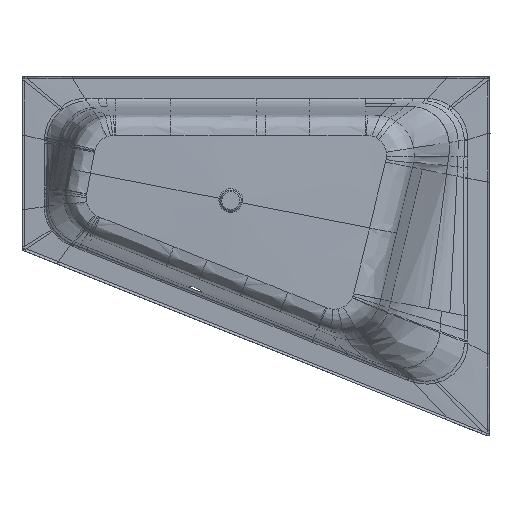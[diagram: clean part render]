
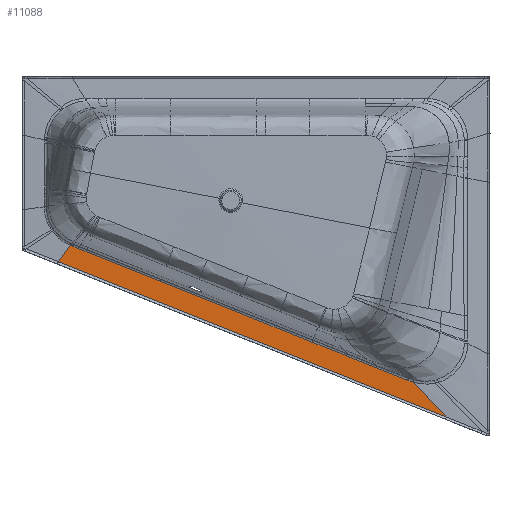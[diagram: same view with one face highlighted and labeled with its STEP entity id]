
A CAD part, front view. The second image highlights one B-rep face of the part: STEP entity #11088.
In plain terms, the highlighted planar face has unit normal (0.017, 0.999, 0.041).
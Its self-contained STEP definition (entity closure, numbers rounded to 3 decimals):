
#2520=DIRECTION('',(-0.928,0.,0.371));
#2521=VECTOR('',#2520,160.);
#2522=CARTESIAN_POINT('',(67.316,-3.689,
-262.524));
#2523=LINE('',#2522,#2521);
#2524=DIRECTION('',(-0.928,0.,0.371));
#2525=VECTOR('',#2524,299.);
#2526=CARTESIAN_POINT('',(-81.241,-3.689,
-203.101));
#2527=LINE('',#2526,#2525);
#2528=DIRECTION('',(-0.928,0.,0.371));
#2529=VECTOR('',#2528,298.051);
#2530=CARTESIAN_POINT('',(-358.855,-3.689,
-92.055));
#2531=LINE('',#2530,#2529);
#2532=DIRECTION('',(-0.929,0.,0.371));
#2533=VECTOR('',#2532,29.963);
#2534=CARTESIAN_POINT('',(-635.589,-3.689,
18.638));
#2535=LINE('',#2534,#2533);
#2536=DIRECTION('',(-0.929,0.,0.37));
#2537=VECTOR('',#2536,23.332);
#2538=CARTESIAN_POINT('',(-663.411,-3.69,
29.761));
#2539=LINE('',#2538,#2537);
#2540=CARTESIAN_POINT('',(-685.086,-3.688,
38.396));
#2541=CARTESIAN_POINT('',(-685.938,-3.688,
38.737));
#2542=CARTESIAN_POINT('',(-688.125,-3.687,
39.606));
#2543=CARTESIAN_POINT('',(-690.718,-3.688,
40.647));
#2544=CARTESIAN_POINT('',(-692.46,-3.687,
41.34));
#2545=CARTESIAN_POINT('',(-692.87,-3.687,
41.503));
#2547=CARTESIAN_POINT('',(-692.87,-3.687,
41.503));
#2548=CARTESIAN_POINT('',(-693.1,-3.687,
41.596));
#2549=CARTESIAN_POINT('',(-693.559,-3.687,
41.782));
#2550=CARTESIAN_POINT('',(-694.249,-3.688,
42.064));
#2551=CARTESIAN_POINT('',(-694.708,-3.688,
42.255));
#2552=CARTESIAN_POINT('',(-694.937,-3.688,
42.351));
#2554=DIRECTION('',(-0.584,0.043,-0.81));
#2555=VECTOR('',#2554,75.903);
#2556=CARTESIAN_POINT('',(-694.937,-3.688,
42.351));
#2557=LINE('',#2556,#2555);
#2558=CARTESIAN_POINT('',(588.622,-3.748,
-469.618));
#2559=CARTESIAN_POINT('',(587.004,-3.741,
-469.142));
#2560=CARTESIAN_POINT('',(583.869,-3.729,
-468.178));
#2561=CARTESIAN_POINT('',(579.554,-3.718,
-466.717));
#2562=CARTESIAN_POINT('',(575.349,-3.712,
-465.183));
#2563=CARTESIAN_POINT('',(571.246,-3.711,
-463.575));
#2564=CARTESIAN_POINT('',(568.684,-3.712,
-462.511));
#2565=CARTESIAN_POINT('',(567.437,-3.714,
-461.977));
#2567=CARTESIAN_POINT('',(567.437,-3.714,
-461.977));
#2568=CARTESIAN_POINT('',(565.618,-3.716,
-461.198));
#2569=CARTESIAN_POINT('',(561.822,-3.719,
-459.599));
#2570=CARTESIAN_POINT('',(555.712,-3.722,
-457.092));
#2571=CARTESIAN_POINT('',(549.006,-3.722,
-454.415));
#2572=CARTESIAN_POINT('',(542.016,-3.719,
-451.694));
#2573=CARTESIAN_POINT('',(535.816,-3.714,
-449.326));
#2574=CARTESIAN_POINT('',(528.853,-3.708,
-446.691));
#2575=CARTESIAN_POINT('',(521.19,-3.701,
-443.795));
#2576=CARTESIAN_POINT('',(513.785,-3.695,
-440.984));
#2577=CARTESIAN_POINT('',(506.467,-3.689,
-438.19));
#2578=CARTESIAN_POINT('',(498.543,-3.684,
-435.143));
#2579=CARTESIAN_POINT('',(489.913,-3.68,
-431.798));
#2580=CARTESIAN_POINT('',(481.805,-3.676,
-428.629));
#2581=CARTESIAN_POINT('',(473.61,-3.674,
-425.4));
#2582=CARTESIAN_POINT('',(465.032,-3.674,
-421.989));
#2583=CARTESIAN_POINT('',(456.705,-3.674,
-418.649));
#2584=CARTESIAN_POINT('',(450.6,-3.675,
-416.177));
#2585=CARTESIAN_POINT('',(447.468,-3.676,
-414.904));
#2587=CARTESIAN_POINT('',(447.468,-3.676,
-414.904));
#2588=CARTESIAN_POINT('',(435.993,-3.679,
-410.235));
#2589=CARTESIAN_POINT('',(411.895,-3.685,
-400.462));
#2590=CARTESIAN_POINT('',(375.439,-3.689,
-385.767));
#2591=CARTESIAN_POINT('',(350.453,-3.69,
-375.756));
#2592=CARTESIAN_POINT('',(338.102,-3.69,
-370.819));
#2594=DIRECTION('',(-0.928,0.,0.371));
#2595=VECTOR('',#2594,152.667);
#2596=CARTESIAN_POINT('',(209.063,-3.689,
-319.223));
#2597=LINE('',#2596,#2595);
#2616=CARTESIAN_POINT('',(209.063,-3.689,
-319.223));
#2617=CARTESIAN_POINT('',(212.683,-3.689,
-320.67));
#2618=CARTESIAN_POINT('',(219.887,-3.689,
-323.55));
#2619=CARTESIAN_POINT('',(230.548,-3.689,
-327.812));
#2620=CARTESIAN_POINT('',(241.204,-3.69,
-332.072));
#2621=CARTESIAN_POINT('',(251.68,-3.69,
-336.259));
#2622=CARTESIAN_POINT('',(262.64,-3.69,
-340.644));
#2623=CARTESIAN_POINT('',(273.381,-3.69,
-344.94));
#2624=CARTESIAN_POINT('',(284.139,-3.69,
-349.243));
#2625=CARTESIAN_POINT('',(294.695,-3.69,
-353.467));
#2626=CARTESIAN_POINT('',(305.708,-3.69,
-357.868));
#2627=CARTESIAN_POINT('',(316.534,-3.69,
-362.196));
#2628=CARTESIAN_POINT('',(327.349,-3.69,
-366.52));
#2629=CARTESIAN_POINT('',(334.522,-3.69,
-369.387));
#2630=CARTESIAN_POINT('',(338.102,-3.69,
-370.819));
#4179=DIRECTION('',(0.688,0.019,-0.725));
#4180=VECTOR('',#4179,179.325);
#4181=CARTESIAN_POINT('',(588.622,-3.748,
-469.618));
#4182=LINE('',#4181,#4180);
#4274=DIRECTION('',(-0.928,0.,0.371));
#4275=VECTOR('',#4274,1563.109);
#4276=CARTESIAN_POINT('',(712.025,-0.418,
-599.686));
#4277=LINE('',#4276,#4275);
#5458=VERTEX_POINT('',#2558);
#5459=VERTEX_POINT('',#2565);
#5460=CARTESIAN_POINT('',(67.316,-3.689,
-262.524));
#5461=CARTESIAN_POINT('',(-81.241,-3.689,
-203.101));
#5462=VERTEX_POINT('',#5460);
#5463=VERTEX_POINT('',#5461);
#5464=CARTESIAN_POINT('',(-358.855,-3.689,
-92.055));
#5465=VERTEX_POINT('',#5464);
#5466=CARTESIAN_POINT('',(-635.589,-3.689,
18.638));
#5467=VERTEX_POINT('',#5466);
#5468=CARTESIAN_POINT('',(-663.411,-3.69,
29.761));
#5469=VERTEX_POINT('',#5468);
#5470=CARTESIAN_POINT('',(-685.086,-3.688,
38.396));
#5471=VERTEX_POINT('',#5470);
#5472=VERTEX_POINT('',#2545);
#5473=VERTEX_POINT('',#2552);
#5474=CARTESIAN_POINT('',(-739.285,-0.418,
-19.162));
#5475=VERTEX_POINT('',#5474);
#5476=CARTESIAN_POINT('',(712.025,-0.418,
-599.686));
#5477=VERTEX_POINT('',#5476);
#5478=VERTEX_POINT('',#2585);
#5479=VERTEX_POINT('',#2592);
#5480=VERTEX_POINT('',#2616);
#11052=CARTESIAN_POINT('',(-35.589,-2.083,
-260.287));
#11053=DIRECTION('',(0.016,0.999,0.041));
#11054=DIRECTION('',(0.371,-0.044,0.928));
#11055=AXIS2_PLACEMENT_3D('',#11052,#11053,#11054);
#11056=PLANE('',#11055);
#11058=ORIENTED_EDGE('',*,*,#11057,.T.);
#11060=ORIENTED_EDGE('',*,*,#11059,.T.);
#11062=ORIENTED_EDGE('',*,*,#11061,.T.);
#11064=ORIENTED_EDGE('',*,*,#11063,.T.);
#11066=ORIENTED_EDGE('',*,*,#11065,.T.);
#11068=ORIENTED_EDGE('',*,*,#11067,.T.);
#11070=ORIENTED_EDGE('',*,*,#11069,.T.);
#11072=ORIENTED_EDGE('',*,*,#11071,.T.);
#11074=ORIENTED_EDGE('',*,*,#11073,.F.);
#11076=ORIENTED_EDGE('',*,*,#11075,.F.);
#11077=ORIENTED_EDGE('',*,*,#11042,.T.);
#11079=ORIENTED_EDGE('',*,*,#11078,.T.);
#11081=ORIENTED_EDGE('',*,*,#11080,.T.);
#11083=ORIENTED_EDGE('',*,*,#11082,.F.);
#11085=ORIENTED_EDGE('',*,*,#11084,.T.);
#11086=EDGE_LOOP('',(#11058,#11060,#11062,#11064,#11066,#11068,#11070,#11072,
#11074,#11076,#11077,#11079,#11081,#11083,#11085));
#11087=FACE_OUTER_BOUND('',#11086,.F.);
#11088=ADVANCED_FACE('',(#11087),#11056,.T.);
#2546=B_SPLINE_CURVE_WITH_KNOTS('',3,(#2540,#2541,#2542,#2543,#2544,#2545),
.UNSPECIFIED.,.F.,.F.,(4,1,1,4),(0.,0.329,0.842,1.),
.UNSPECIFIED.);
#2553=B_SPLINE_CURVE_WITH_KNOTS('',3,(#2547,#2548,#2549,#2550,#2551,#2552),
.UNSPECIFIED.,.F.,.F.,(4,1,1,4),(0.,0.333,0.667,1.),
.UNSPECIFIED.);
#2566=B_SPLINE_CURVE_WITH_KNOTS('',3,(#2558,#2559,#2560,#2561,#2562,#2563,#2564,
#2565),.UNSPECIFIED.,.F.,.F.,(4,1,1,1,1,4),(0.,0.2,0.4,0.6,0.8,1.),
.UNSPECIFIED.);
#2586=B_SPLINE_CURVE_WITH_KNOTS('',3,(#2567,#2568,#2569,#2570,#2571,#2572,#2573,
#2574,#2575,#2576,#2577,#2578,#2579,#2580,#2581,#2582,#2583,#2584,#2585),
.UNSPECIFIED.,.F.,.F.,(4,1,1,1,1,1,1,1,1,1,1,1,1,1,1,1,4),(0.,0.063,0.125,
0.188,0.25,0.313,0.375,0.438,0.5,0.563,0.625,0.688,
0.75,0.813,0.875,0.938,1.),.UNSPECIFIED.);
#2593=B_SPLINE_CURVE_WITH_KNOTS('',3,(#2587,#2588,#2589,#2590,#2591,#2592),
.UNSPECIFIED.,.F.,.F.,(4,1,1,4),(0.,0.315,0.662,1.),
.UNSPECIFIED.);
#2631=B_SPLINE_CURVE_WITH_KNOTS('',3,(#2616,#2617,#2618,#2619,#2620,#2621,#2622,
#2623,#2624,#2625,#2626,#2627,#2628,#2629,#2630),.UNSPECIFIED.,.F.,.F.,(4,1,1,1,
1,1,1,1,1,1,1,1,4),(0.,0.083,0.167,0.25,
0.333,0.417,0.5,0.583,0.667,
0.75,0.833,0.917,1.),.UNSPECIFIED.);
#11042=EDGE_CURVE('',#5458,#5459,#2566,.T.);
#11057=EDGE_CURVE('',#5462,#5463,#2523,.T.);
#11059=EDGE_CURVE('',#5463,#5465,#2527,.T.);
#11061=EDGE_CURVE('',#5465,#5467,#2531,.T.);
#11063=EDGE_CURVE('',#5467,#5469,#2535,.T.);
#11065=EDGE_CURVE('',#5469,#5471,#2539,.T.);
#11067=EDGE_CURVE('',#5471,#5472,#2546,.T.);
#11069=EDGE_CURVE('',#5472,#5473,#2553,.T.);
#11071=EDGE_CURVE('',#5473,#5475,#2557,.T.);
#11073=EDGE_CURVE('',#5477,#5475,#4277,.T.);
#11075=EDGE_CURVE('',#5458,#5477,#4182,.T.);
#11078=EDGE_CURVE('',#5459,#5478,#2586,.T.);
#11080=EDGE_CURVE('',#5478,#5479,#2593,.T.);
#11082=EDGE_CURVE('',#5480,#5479,#2631,.T.);
#11084=EDGE_CURVE('',#5480,#5462,#2597,.T.);
